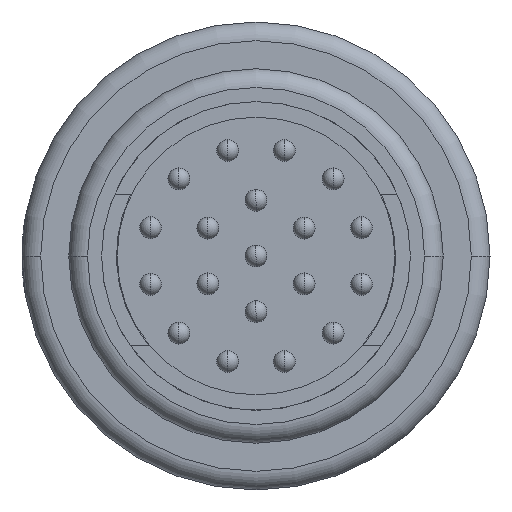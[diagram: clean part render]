
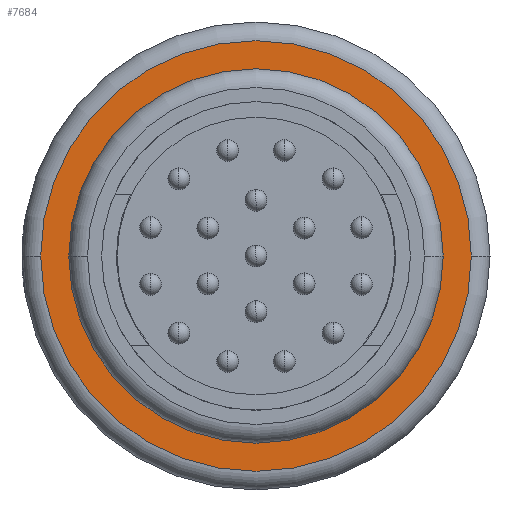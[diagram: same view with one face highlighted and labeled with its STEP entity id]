
A CAD part, left-side view. The second image highlights one B-rep face of the part: STEP entity #7684.
In plain terms, the highlighted planar face has unit normal (-1, 0, 0).
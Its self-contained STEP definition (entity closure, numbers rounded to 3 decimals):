
#321=CARTESIAN_POINT('',(-3.3,0.,0.));
#322=DIRECTION('',(-1.,0.,0.));
#323=DIRECTION('',(0.,1.,0.));
#324=AXIS2_PLACEMENT_3D('',#321,#322,#323);
#344=CARTESIAN_POINT('',(-3.3,0.,0.));
#345=DIRECTION('',(1.,0.,0.));
#346=DIRECTION('',(0.,1.,0.));
#347=AXIS2_PLACEMENT_3D('',#344,#345,#346);
#352=CARTESIAN_POINT('',(-3.3,0.,0.));
#353=DIRECTION('',(-1.,0.,0.));
#354=DIRECTION('',(0.,-1.,0.));
#355=AXIS2_PLACEMENT_3D('',#352,#353,#354);
#360=CARTESIAN_POINT('',(-3.3,0.,0.));
#361=DIRECTION('',(-1.,0.,0.));
#362=DIRECTION('',(0.,1.,0.));
#363=AXIS2_PLACEMENT_3D('',#360,#361,#362);
#7288=CARTESIAN_POINT('',(-3.3,6.,0.));
#7289=CARTESIAN_POINT('',(-3.3,-6.,0.));
#7290=VERTEX_POINT('',#7288);
#7291=VERTEX_POINT('',#7289);
#7368=CARTESIAN_POINT('',(-3.3,-6.9,0.));
#7369=CARTESIAN_POINT('',(-3.3,6.9,0.));
#7370=VERTEX_POINT('',#7368);
#7371=VERTEX_POINT('',#7369);
#7669=CARTESIAN_POINT('',(-3.3,0.,0.));
#7670=DIRECTION('',(1.,0.,0.));
#7671=DIRECTION('',(0.,-1.,0.));
#7672=AXIS2_PLACEMENT_3D('',#7669,#7670,#7671);
#7673=PLANE('',#7672);
#7675=ORIENTED_EDGE('',*,*,#7674,.F.);
#7677=ORIENTED_EDGE('',*,*,#7676,.F.);
#7678=EDGE_LOOP('',(#7675,#7677));
#7679=FACE_OUTER_BOUND('',#7678,.F.);
#7680=ORIENTED_EDGE('',*,*,#7663,.F.);
#7681=ORIENTED_EDGE('',*,*,#7649,.T.);
#7682=EDGE_LOOP('',(#7680,#7681));
#7683=FACE_BOUND('',#7682,.F.);
#325=CIRCLE('',#324,6.);
#348=CIRCLE('',#347,6.);
#356=CIRCLE('',#355,6.9);
#364=CIRCLE('',#363,6.9);
#7649=EDGE_CURVE('',#7290,#7291,#325,.T.);
#7663=EDGE_CURVE('',#7290,#7291,#348,.T.);
#7674=EDGE_CURVE('',#7370,#7371,#356,.T.);
#7676=EDGE_CURVE('',#7371,#7370,#364,.T.);
#7684=ADVANCED_FACE('',(#7679,#7683),#7673,.F.);
